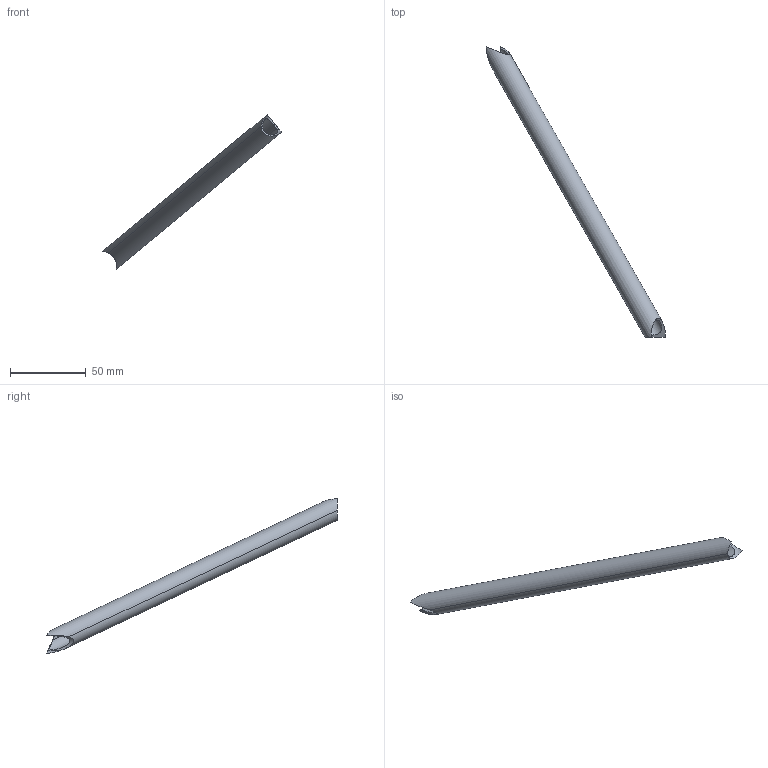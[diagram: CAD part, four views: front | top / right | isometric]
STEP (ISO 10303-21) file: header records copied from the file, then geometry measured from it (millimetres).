
FILE_DESCRIPTION(('CATIA V5 STEP Exchange'),'2;1');
FILE_NAME('103.stp','2021-12-07T14:03:03+00:00',('none'),('none'),'CATIA Version 5 Release 19 SP 2 (IN-10)','CATIA V5 STEP AP203','none');
FILE_SCHEMA(('CONFIG_CONTROL_DESIGN'));
Length unit declared in the file: millimetre
Products named in the file (1): Shape_532
Bounding box: 118.36 x 192.12 x 102.05 mm (x, y, z)
Volume: 14275.3 mm3; surface area: 19269.7 mm2
Topology: 1 solids, 1 shells, 10 faces, 31 edges, 21 vertices
Faces by surface type: cylinder 10
Entity records: 609 total; most frequent: CARTESIAN_POINT 341, ORIENTED_EDGE 62, EDGE_CURVE 31, B_SPLINE_CURVE_WITH_KNOTS 23, DIRECTION 22, VERTEX_POINT 21, ADVANCED_FACE 10, EDGE_LOOP 10
